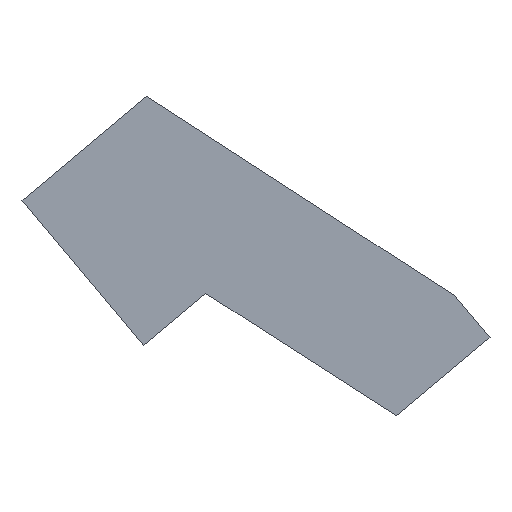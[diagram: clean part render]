
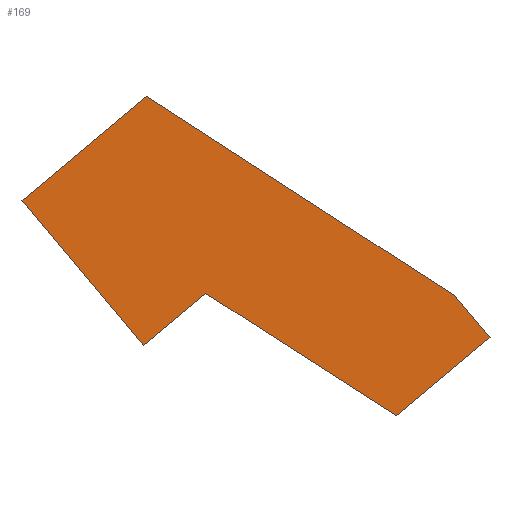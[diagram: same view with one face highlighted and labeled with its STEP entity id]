
A CAD part, front view. The second image highlights one B-rep face of the part: STEP entity #169.
In plain terms, the highlighted planar face has unit normal (0, -1, 0).
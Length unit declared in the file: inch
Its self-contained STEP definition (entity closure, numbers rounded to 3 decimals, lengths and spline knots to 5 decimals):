
#23=FACE_OUTER_BOUND('',#32,.T.);
#32=EDGE_LOOP('',(#145,#146,#147,#148,#149,#150,#151));
#40=LINE('',#253,#61);
#43=LINE('',#259,#64);
#46=LINE('',#264,#67);
#48=LINE('',#268,#69);
#50=LINE('',#272,#71);
#52=LINE('',#275,#73);
#53=LINE('',#277,#74);
#61=VECTOR('',#206,0.3937);
#64=VECTOR('',#211,0.3937);
#67=VECTOR('',#216,0.3937);
#69=VECTOR('',#220,0.3937);
#71=VECTOR('',#224,0.3937);
#73=VECTOR('',#228,0.3937);
#74=VECTOR('',#231,0.3937);
#82=VERTEX_POINT('',#251);
#83=VERTEX_POINT('',#252);
#84=VERTEX_POINT('',#257);
#85=VERTEX_POINT('',#258);
#86=VERTEX_POINT('',#263);
#87=VERTEX_POINT('',#267);
#88=VERTEX_POINT('',#271);
#96=EDGE_CURVE('',#82,#83,#40,.T.);
#99=EDGE_CURVE('',#84,#85,#43,.T.);
#102=EDGE_CURVE('',#86,#84,#46,.T.);
#104=EDGE_CURVE('',#85,#87,#48,.T.);
#106=EDGE_CURVE('',#88,#86,#50,.T.);
#108=EDGE_CURVE('',#87,#82,#52,.T.);
#109=EDGE_CURVE('',#83,#88,#53,.T.);
#145=ORIENTED_EDGE('',*,*,#99,.F.);
#146=ORIENTED_EDGE('',*,*,#102,.F.);
#147=ORIENTED_EDGE('',*,*,#106,.F.);
#148=ORIENTED_EDGE('',*,*,#109,.F.);
#149=ORIENTED_EDGE('',*,*,#96,.F.);
#150=ORIENTED_EDGE('',*,*,#108,.F.);
#151=ORIENTED_EDGE('',*,*,#104,.F.);
#160=PLANE('',#192);
#169=ADVANCED_FACE('',(#23),#160,.F.);
#192=AXIS2_PLACEMENT_3D('',#278,#232,#233);
#206=DIRECTION('',(0.643,0.,-0.766));
#211=DIRECTION('',(-0.643,0.,0.766));
#216=DIRECTION('',(-0.766,0.,-0.643));
#220=DIRECTION('',(0.766,0.,0.643));
#224=DIRECTION('',(-0.842,0.,0.539));
#228=DIRECTION('',(0.84,0.,-0.543));
#231=DIRECTION('',(-0.766,0.,-0.643));
#232=DIRECTION('center_axis',(0.,1.,0.));
#233=DIRECTION('ref_axis',(1.,0.,0.));
#251=CARTESIAN_POINT('',(-18.39021,0.,-23.91637));
#252=CARTESIAN_POINT('',(-17.74743,0.,-24.68241));
#253=CARTESIAN_POINT('',(-26.89729,0.,-13.77803));
#257=CARTESIAN_POINT('',(-24.1488,0.,-24.83217));
#258=CARTESIAN_POINT('',(-26.39856,0.,-22.15102));
#259=CARTESIAN_POINT('',(-31.69169,0.,-15.8429));
#263=CARTESIAN_POINT('',(-22.99973,0.,-23.86799));
#264=CARTESIAN_POINT('',(-18.89447,0.,-20.42327));
#267=CARTESIAN_POINT('',(-24.10042,0.,-20.22266));
#268=CARTESIAN_POINT('',(-21.71876,0.,-18.2242));
#271=CARTESIAN_POINT('',(-19.47103,0.,-26.12869));
#272=CARTESIAN_POINT('',(-29.32048,0.,-19.81855));
#275=CARTESIAN_POINT('',(-30.97517,0.,-15.77565));
#277=CARTESIAN_POINT('',(-14.98274,0.,-22.36257));
#278=CARTESIAN_POINT('Origin',(-29.875,0.,1.));
